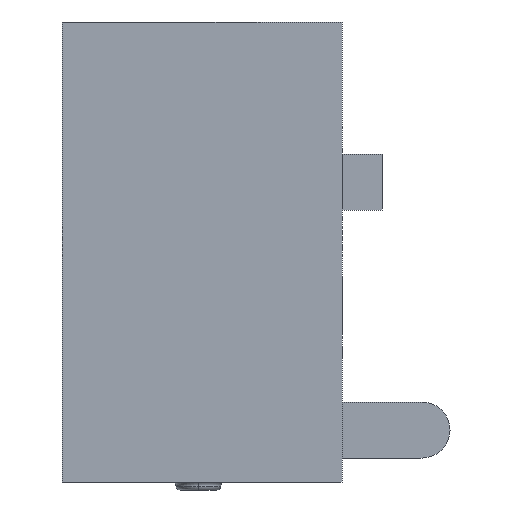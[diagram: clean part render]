
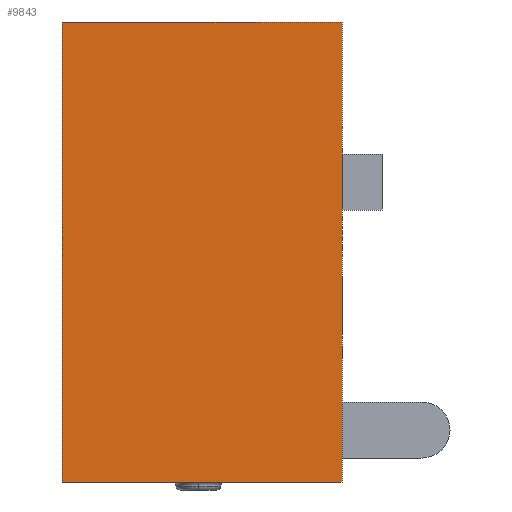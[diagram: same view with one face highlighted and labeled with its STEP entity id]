
A CAD part, left-side view. The second image highlights one B-rep face of the part: STEP entity #9843.
In plain terms, the highlighted planar face has unit normal (-1, 0, 0).
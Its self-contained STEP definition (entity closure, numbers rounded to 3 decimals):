
#2299=DIRECTION('',(0.,1.,0.));
#2300=VECTOR('',#2299,7.);
#2301=CARTESIAN_POINT('',(-4.75,-3.5,0.));
#2302=LINE('',#2301,#2300);
#2303=DIRECTION('',(0.,0.,-1.));
#2304=VECTOR('',#2303,11.5);
#2305=CARTESIAN_POINT('',(-4.75,-3.5,11.5));
#2306=LINE('',#2305,#2304);
#2311=DIRECTION('',(0.,0.,-1.));
#2312=VECTOR('',#2311,11.5);
#2313=CARTESIAN_POINT('',(-4.75,3.5,11.5));
#2314=LINE('',#2313,#2312);
#2521=DIRECTION('',(0.,1.,0.));
#2522=VECTOR('',#2521,7.);
#2523=CARTESIAN_POINT('',(-4.75,-3.5,11.5));
#2524=LINE('',#2523,#2522);
#6029=CARTESIAN_POINT('',(-4.75,3.5,0.));
#6031=VERTEX_POINT('',#6029);
#6033=CARTESIAN_POINT('',(-4.75,-3.5,0.));
#6034=VERTEX_POINT('',#6033);
#6045=CARTESIAN_POINT('',(-4.75,-3.5,11.5));
#6046=VERTEX_POINT('',#6045);
#6081=CARTESIAN_POINT('',(-4.75,3.5,11.5));
#6082=VERTEX_POINT('',#6081);
#9830=CARTESIAN_POINT('',(-4.75,3.5,0.));
#9831=DIRECTION('',(-1.,0.,0.));
#9832=DIRECTION('',(0.,-1.,0.));
#9833=AXIS2_PLACEMENT_3D('',#9830,#9831,#9832);
#9834=PLANE('',#9833);
#9835=ORIENTED_EDGE('',*,*,#8050,.T.);
#9837=ORIENTED_EDGE('',*,*,#9836,.F.);
#9839=ORIENTED_EDGE('',*,*,#9838,.F.);
#9840=ORIENTED_EDGE('',*,*,#8259,.T.);
#9841=EDGE_LOOP('',(#9835,#9837,#9839,#9840));
#9842=FACE_OUTER_BOUND('',#9841,.F.);
#8050=EDGE_CURVE('',#6034,#6031,#2302,.T.);
#8259=EDGE_CURVE('',#6046,#6034,#2306,.T.);
#9836=EDGE_CURVE('',#6082,#6031,#2314,.T.);
#9838=EDGE_CURVE('',#6046,#6082,#2524,.T.);
#9843=ADVANCED_FACE('',(#9842),#9834,.T.);
